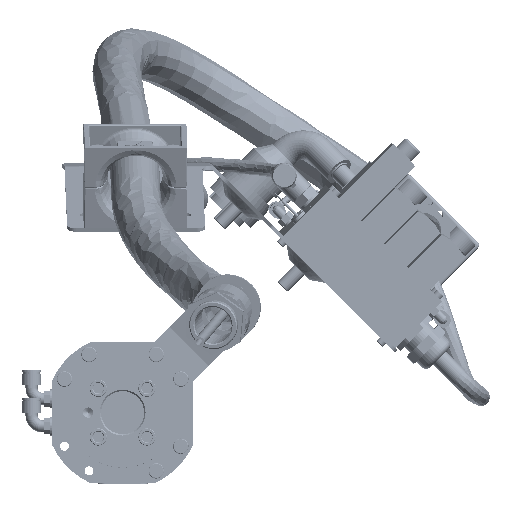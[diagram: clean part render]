
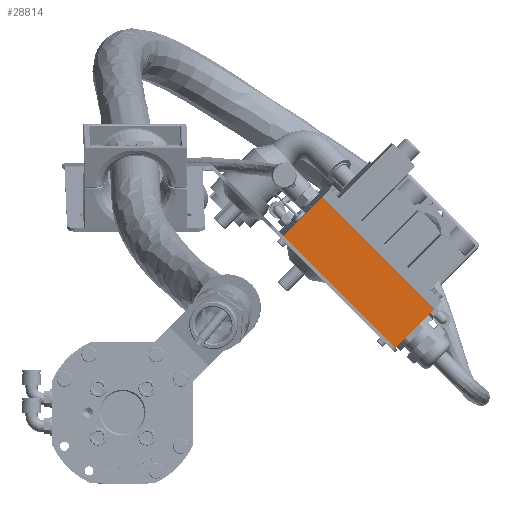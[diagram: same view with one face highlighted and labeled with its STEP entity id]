
A CAD part, front view. The second image highlights one B-rep face of the part: STEP entity #28814.
In plain terms, the highlighted planar face has unit normal (0.017, -1, -0.017).
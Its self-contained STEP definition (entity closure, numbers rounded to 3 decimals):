
#9178 = CARTESIAN_POINT ( 'NONE',  ( 115.912, 470.951, 125.212 ) ) ;
#18806 = ORIENTED_EDGE ( 'NONE', *, *, #156916, .F. ) ;
#22610 = DIRECTION ( 'NONE',  ( -0.017, 1., 0.017 ) ) ;
#24338 = VERTEX_POINT ( 'NONE', #46568 ) ;
#24711 = LINE ( 'NONE', #50920, #128120 ) ;
#28814 = ADVANCED_FACE ( 'NONE', ( #71772 ), #59505, .F. ) ;
#33607 = CARTESIAN_POINT ( 'NONE',  ( 158.315, 473.217, 37.548 ) ) ;
#40182 = VERTEX_POINT ( 'NONE', #145228 ) ;
#41266 = EDGE_LOOP ( 'NONE', ( #88098, #127428, #18806, #76049 ) ) ;
#46568 = CARTESIAN_POINT ( 'NONE',  ( 158.315, 473.217, 37.548 ) ) ;
#50920 = CARTESIAN_POINT ( 'NONE',  ( 93.284, 470.951, 102.585 ) ) ;
#54114 = EDGE_CURVE ( 'NONE', #24338, #109231, #62217, .T. ) ;
#58660 = EDGE_CURVE ( 'NONE', #76998, #40182, #159987, .T. ) ;
#59505 = PLANE ( 'NONE',  #144242 ) ;
#62217 = LINE ( 'NONE', #33607, #81784 ) ;
#62393 = DIRECTION ( 'NONE',  ( 0.707, 0., 0.707 ) ) ;
#64539 = EDGE_CURVE ( 'NONE', #24338, #40182, #114262, .T. ) ;
#71772 = FACE_OUTER_BOUND ( 'NONE', #41266, .T. ) ;
#71918 = CARTESIAN_POINT ( 'NONE',  ( 115.912, 470.951, 125.212 ) ) ;
#72085 = VECTOR ( 'NONE', #150382, 1000. ) ;
#76049 = ORIENTED_EDGE ( 'NONE', *, *, #54114, .F. ) ;
#76998 = VERTEX_POINT ( 'NONE', #71918 ) ;
#81784 = VECTOR ( 'NONE', #112230, 1000. ) ;
#88098 = ORIENTED_EDGE ( 'NONE', *, *, #64539, .T. ) ;
#95381 = VECTOR ( 'NONE', #124694, 1000. ) ;
#109231 = VERTEX_POINT ( 'NONE', #135322 ) ;
#112230 = DIRECTION ( 'NONE',  ( -0.707, -0.025, 0.707 ) ) ;
#114262 = LINE ( 'NONE', #139705, #72085 ) ;
#121798 = DIRECTION ( 'NONE',  ( -0.707, 0., -0.707 ) ) ;
#124694 = DIRECTION ( 'NONE',  ( 0.707, 0.025, -0.707 ) ) ;
#127428 = ORIENTED_EDGE ( 'NONE', *, *, #58660, .F. ) ;
#128120 = VECTOR ( 'NONE', #62393, 1000. ) ;
#134911 = CARTESIAN_POINT ( 'NONE',  ( 158.315, 473.217, 37.548 ) ) ;
#135322 = CARTESIAN_POINT ( 'NONE',  ( 93.284, 470.951, 102.585 ) ) ;
#139705 = CARTESIAN_POINT ( 'NONE',  ( 158.315, 473.217, 37.548 ) ) ;
#144242 = AXIS2_PLACEMENT_3D ( 'NONE', #134911, #22610, #121798 ) ;
#145228 = CARTESIAN_POINT ( 'NONE',  ( 180.943, 473.217, 60.175 ) ) ;
#150382 = DIRECTION ( 'NONE',  ( 0.707, 0., 0.707 ) ) ;
#156916 = EDGE_CURVE ( 'NONE', #109231, #76998, #24711, .T. ) ;
#159987 = LINE ( 'NONE', #9178, #95381 ) ;
